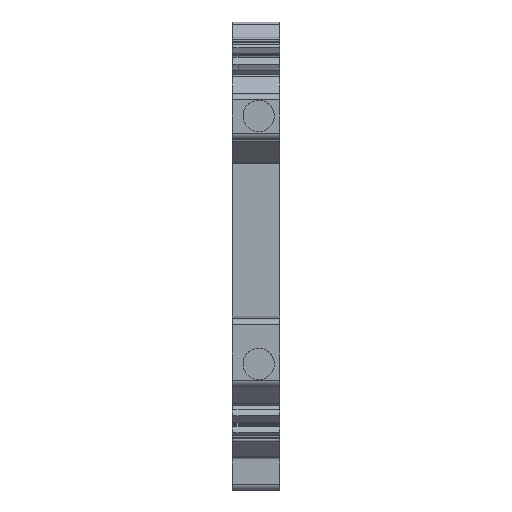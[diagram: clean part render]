
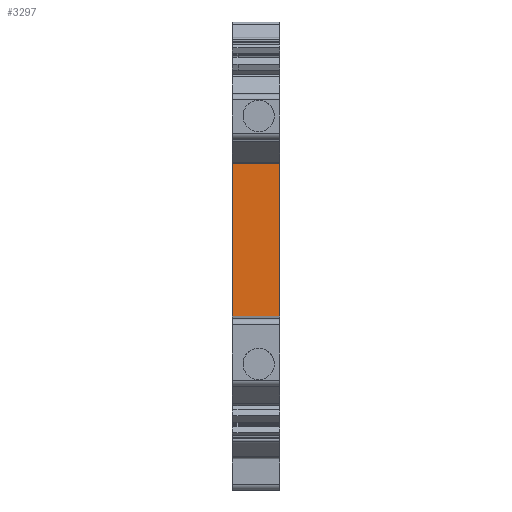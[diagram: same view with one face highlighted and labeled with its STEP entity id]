
A CAD part, top view. The second image highlights one B-rep face of the part: STEP entity #3297.
In plain terms, the highlighted planar face has unit normal (0, 0, 1).
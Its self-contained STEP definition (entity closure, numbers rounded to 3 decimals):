
#3284=AXIS2_PLACEMENT_3D('Plane Axis2P3D',#3281,#3282,#3283) ;
#65=CARTESIAN_POINT('Vertex',(0.,21.416,30.952)) ;
#68=CARTESIAN_POINT('Line Origine',(0.,31.619,30.952)) ;
#72=CARTESIAN_POINT('Vertex',(0.,41.821,30.952)) ;
#1660=CARTESIAN_POINT('Vertex',(6.1,21.416,30.952)) ;
#2864=CARTESIAN_POINT('Vertex',(6.1,41.821,30.952)) ;
#2867=CARTESIAN_POINT('Line Origine',(6.1,31.619,30.952)) ;
#3262=CARTESIAN_POINT('Line Origine',(3.05,21.416,30.952)) ;
#3281=CARTESIAN_POINT('Axis2P3D Location',(6.1,29.216,30.952)) ;
#3286=CARTESIAN_POINT('Line Origine',(3.05,41.821,30.952)) ;
#69=DIRECTION('Vector Direction',(0.,1.,0.)) ;
#2868=DIRECTION('Vector Direction',(0.,1.,0.)) ;
#3263=DIRECTION('Vector Direction',(-1.,0.,0.)) ;
#3282=DIRECTION('Axis2P3D Direction',(0.,0.,-1.)) ;
#3283=DIRECTION('Axis2P3D XDirection',(0.,1.,0.)) ;
#3287=DIRECTION('Vector Direction',(1.,0.,0.)) ;
#70=VECTOR('Line Direction',#69,1.) ;
#2869=VECTOR('Line Direction',#2868,1.) ;
#3264=VECTOR('Line Direction',#3263,1.) ;
#3288=VECTOR('Line Direction',#3287,1.) ;
#3292=ORIENTED_EDGE('',*,*,#2871,.F.) ;
#3293=ORIENTED_EDGE('',*,*,#3290,.F.) ;
#3294=ORIENTED_EDGE('',*,*,#74,.F.) ;
#3295=ORIENTED_EDGE('',*,*,#3266,.T.) ;
#3297=ADVANCED_FACE('Hauptk\X2\00F6\X0\rper',(#3296),#3285,.F.) ;
#74=EDGE_CURVE('',#66,#73,#71,.T.) ;
#2871=EDGE_CURVE('',#2865,#1661,#2870,.F.) ;
#3266=EDGE_CURVE('',#66,#1661,#3265,.F.) ;
#3290=EDGE_CURVE('',#73,#2865,#3289,.T.) ;
#3291=EDGE_LOOP('',(#3292,#3293,#3294,#3295)) ;
#3296=FACE_OUTER_BOUND('',#3291,.T.) ;
#71=LINE('Line',#68,#70) ;
#2870=LINE('Line',#2867,#2869) ;
#3265=LINE('Line',#3262,#3264) ;
#3289=LINE('Line',#3286,#3288) ;
#3285=PLANE('',#3284) ;
#66=VERTEX_POINT('',#65) ;
#73=VERTEX_POINT('',#72) ;
#1661=VERTEX_POINT('',#1660) ;
#2865=VERTEX_POINT('',#2864) ;
